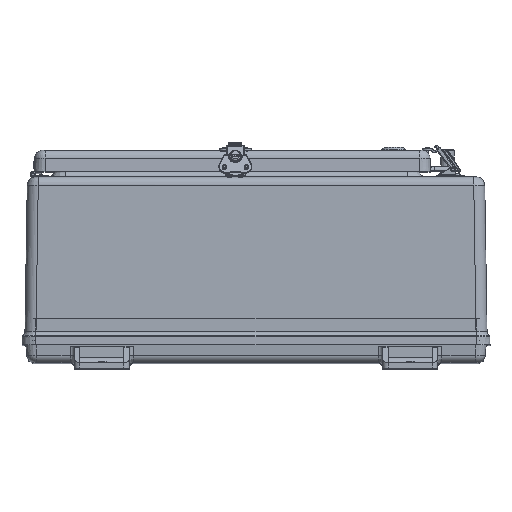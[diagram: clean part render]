
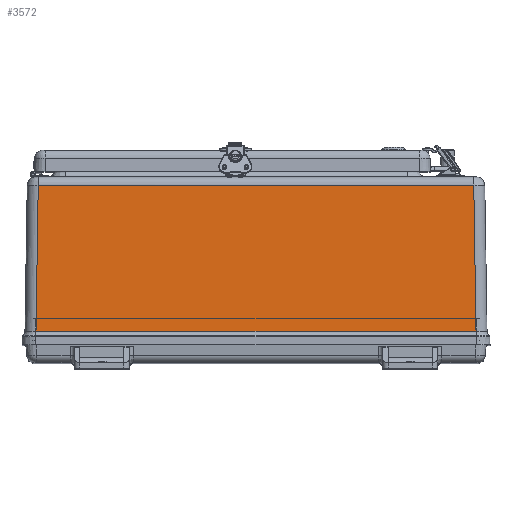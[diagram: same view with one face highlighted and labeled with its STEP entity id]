
A CAD part, top view. The second image highlights one B-rep face of the part: STEP entity #3572.
In plain terms, the highlighted planar face has unit normal (0, 0.015, 1).
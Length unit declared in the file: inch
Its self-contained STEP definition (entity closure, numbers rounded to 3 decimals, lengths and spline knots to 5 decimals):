
#1397 = VERTEX_POINT ( 'NONE', #54823 ) ;
#3572 = ADVANCED_FACE ( 'NONE', ( #40694 ), #55510, .T. ) ;
#4394 = EDGE_CURVE ( 'NONE', #33648, #37980, #38691, .T. ) ;
#5165 = EDGE_CURVE ( 'NONE', #25880, #54366, #10005, .T. ) ;
#5911 = DIRECTION ( 'NONE',  ( 0., 1., -0.015 ) ) ;
#6552 = EDGE_LOOP ( 'NONE', ( #29339, #52952, #31201, #8756, #25103, #47522 ) ) ;
#8756 = ORIENTED_EDGE ( 'NONE', *, *, #4394, .F. ) ;
#9794 = DIRECTION ( 'NONE',  ( -1., 0., 0. ) ) ;
#10005 = LINE ( 'NONE', #13756, #47826 ) ;
#12141 = CARTESIAN_POINT ( 'NONE',  ( 9.99047, -0.0026, 12.31854 ) ) ;
#12379 = EDGE_CURVE ( 'NONE', #24903, #25880, #41677, .T. ) ;
#12958 = VECTOR ( 'NONE', #32930, 39.37008 ) ;
#13756 = CARTESIAN_POINT ( 'NONE',  ( -9.8881, 6.63079, 12.21609 ) ) ;
#14295 = DIRECTION ( 'NONE',  ( 0.015, -1., 0.015 ) ) ;
#14858 = CARTESIAN_POINT ( 'NONE',  ( -10.49045, 0., 12.3185 ) ) ;
#15533 = EDGE_CURVE ( 'NONE', #24903, #33648, #64677, .T. ) ;
#22203 = LINE ( 'NONE', #31934, #12958 ) ;
#24903 = VERTEX_POINT ( 'NONE', #35567 ) ;
#25103 = ORIENTED_EDGE ( 'NONE', *, *, #15533, .F. ) ;
#25880 = VERTEX_POINT ( 'NONE', #64142 ) ;
#27436 = LINE ( 'NONE', #42535, #64431 ) ;
#29339 = ORIENTED_EDGE ( 'NONE', *, *, #5165, .T. ) ;
#29513 = DIRECTION ( 'NONE',  ( -0.015, -1., 0.015 ) ) ;
#31201 = ORIENTED_EDGE ( 'NONE', *, *, #52223, .T. ) ;
#31934 = CARTESIAN_POINT ( 'NONE',  ( -10.49045, -0.00521, 12.31858 ) ) ;
#32930 = DIRECTION ( 'NONE',  ( 1., 0., 0. ) ) ;
#33648 = VERTEX_POINT ( 'NONE', #46929 ) ;
#35567 = CARTESIAN_POINT ( 'NONE',  ( 9.8881, 6.63079, 12.21609 ) ) ;
#37980 = VERTEX_POINT ( 'NONE', #53241 ) ;
#38691 = LINE ( 'NONE', #12141, #53302 ) ;
#40694 = FACE_OUTER_BOUND ( 'NONE', #6552, .T. ) ;
#41669 = CARTESIAN_POINT ( 'NONE',  ( -9.99049, 0., 12.3185 ) ) ;
#41677 = LINE ( 'NONE', #66227, #54463 ) ;
#42535 = CARTESIAN_POINT ( 'NONE',  ( -9.99047, -0.0026, 12.31854 ) ) ;
#42710 = DIRECTION ( 'NONE',  ( 0., -1., 0.015 ) ) ;
#46929 = CARTESIAN_POINT ( 'NONE',  ( 9.99049, 0., 12.3185 ) ) ;
#47522 = ORIENTED_EDGE ( 'NONE', *, *, #12379, .T. ) ;
#47826 = VECTOR ( 'NONE', #29513, 39.37008 ) ;
#50021 = EDGE_CURVE ( 'NONE', #1397, #54366, #27436, .T. ) ;
#50745 = DIRECTION ( 'NONE',  ( 0., 0.015, 1. ) ) ;
#52223 = EDGE_CURVE ( 'NONE', #1397, #37980, #22203, .T. ) ;
#52952 = ORIENTED_EDGE ( 'NONE', *, *, #50021, .F. ) ;
#53241 = CARTESIAN_POINT ( 'NONE',  ( 9.99047, -0.00521, 12.31858 ) ) ;
#53302 = VECTOR ( 'NONE', #42710, 39.37008 ) ;
#53937 = CARTESIAN_POINT ( 'NONE',  ( 9.98813, 0.15422, 12.31612 ) ) ;
#54366 = VERTEX_POINT ( 'NONE', #41669 ) ;
#54463 = VECTOR ( 'NONE', #9794, 39.37008 ) ;
#54823 = CARTESIAN_POINT ( 'NONE',  ( -9.99047, -0.00521, 12.31858 ) ) ;
#55510 = PLANE ( 'NONE',  #66162 ) ;
#56499 = DIRECTION ( 'NONE',  ( 0., -1., 0.015 ) ) ;
#56807 = VECTOR ( 'NONE', #14295, 39.37008 ) ;
#64142 = CARTESIAN_POINT ( 'NONE',  ( -9.8881, 6.63079, 12.21609 ) ) ;
#64431 = VECTOR ( 'NONE', #5911, 39.37008 ) ;
#64677 = LINE ( 'NONE', #53937, #56807 ) ;
#66162 = AXIS2_PLACEMENT_3D ( 'NONE', #14858, #50745, #56499 ) ;
#66227 = CARTESIAN_POINT ( 'NONE',  ( -10.49045, 6.63079, 12.21609 ) ) ;
